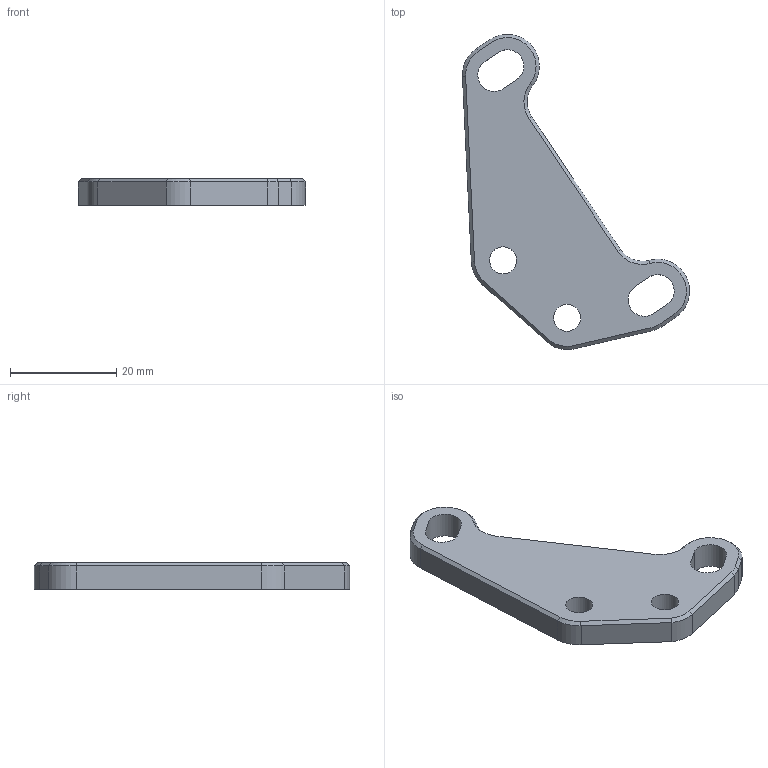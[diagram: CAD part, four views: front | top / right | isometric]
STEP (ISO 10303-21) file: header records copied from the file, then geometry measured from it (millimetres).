
FILE_DESCRIPTION(/* description */ (''),/* implementation_level */ '2;1');
FILE_NAME(/* name */ 'S5.PLATE_09.10.step',/* time_stamp */ '2020-09-10T23:26:22+02:00',/* author */ (''),/* organization */ (''),/* preprocessor_version */ 'ST-DEVELOPER v18.1',/* originating_system */ 'Autodesk Translation Framework v9.3.0.1241',/* authorisation */ '');
FILE_SCHEMA (('AUTOMOTIVE_DESIGN { 1 0 10303 214 3 1 1 }'));
Length unit declared in the file: millimetre
Products named in the file (1): S5.PLATE_09.10
Bounding box: 42.83 x 59.41 x 5 mm (x, y, z)
Volume: 5590.6 mm3; surface area: 3441.1 mm2
Topology: 1 solids, 1 shells, 40 faces, 100 edges, 62 vertices
Faces by surface type: plane 18, cylinder 14, cone 8
Full cylindrical faces by diameter (mm): 5.1 x2
Entity records: 1280 total; most frequent: DIRECTION 217, CARTESIAN_POINT 206, ORIENTED_EDGE 200, EDGE_CURVE 100, AXIS2_PLACEMENT_3D 77, LINE 63, VECTOR 63, VERTEX_POINT 62
